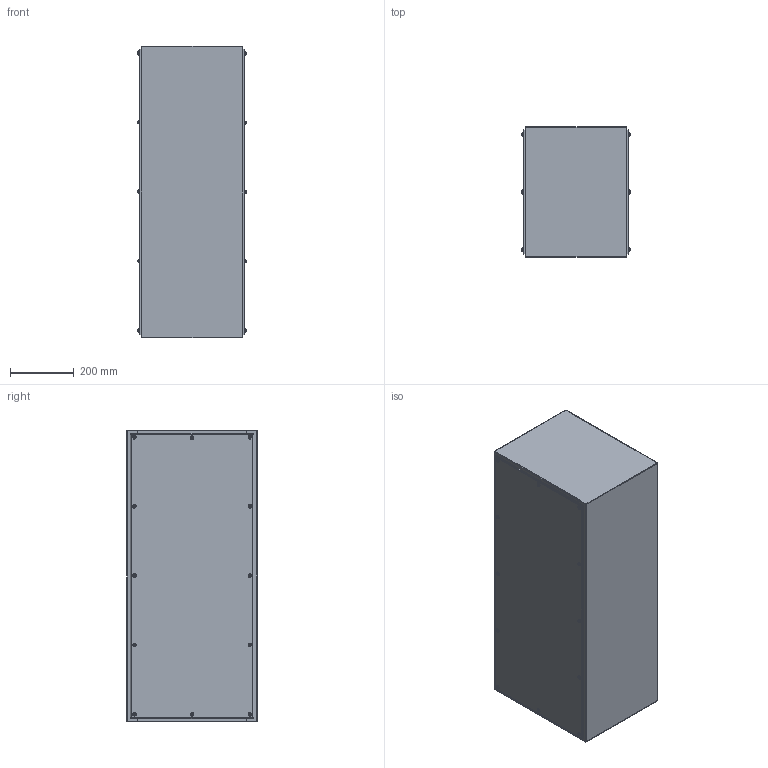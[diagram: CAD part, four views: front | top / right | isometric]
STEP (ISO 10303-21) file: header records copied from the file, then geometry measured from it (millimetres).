
FILE_DESCRIPTION(/* description */ ('NUT,RIV,C.END.10-32X.080-.130G'),/* implementation_level */ '2;1');
FILE_NAME(/* name */ 'WC1436T.stp',/* time_stamp */ '2017-06-26T15:08:22-05:00',/* author */ ('wford'),/* organization */ ('HUBBELL-WIEGMANN'),/* preprocessor_version */ 'ST-DEVELOPER v16.1',/* originating_system */ 'Autodesk Inventor 2016',/* authorisation */ 'MATTHEW BRUSH');
FILE_SCHEMA (('AUTOMOTIVE_DESIGN { 1 0 10303 214 3 1 1 }'));
Length unit declared in the file: inch
Products named in the file (8): 34984; WC14TLRS; WC1436TTB; 39035; 39077; 372163; WC1436TCVP; WC14_T-assm
Assembly tree (103 placements, depth 2):
  WC14_T-assm
    34984  x25
    WC14TLRS  x2
    WC1436TTB  x2
    39035  x24
    39077  x24
    372163  x24
    WC1436TCVP  x2
Bounding box: 341.64 x 409.57 x 917.58 mm (x, y, z)
Volume: 3247997.1 mm3; surface area: 3497072.2 mm2
Topology: 103 solids, 103 shells, 2030 faces, 4953 edges, 3203 vertices
Faces by surface type: plane 1064, cylinder 420, cone 386, torus 120, sphere 24, bspline 16
Full cylindrical faces by diameter (mm): 3.962 x25, 4.775 x24, 4.826 x24, 4.978 x25, 6.299 x25, 6.35 x24, 6.528 x24, 7.061 x24, 9.474 x24, 10.312 x25, 11.112 x24, 11.506 x24
Entity records: 6936 total; most frequent: CARTESIAN_POINT 1619, DIRECTION 1098, ORIENTED_EDGE 844, AXIS2_PLACEMENT_3D 437, EDGE_CURVE 422, EDGE_LOOP 290, VERTEX_POINT 282, LINE 224
